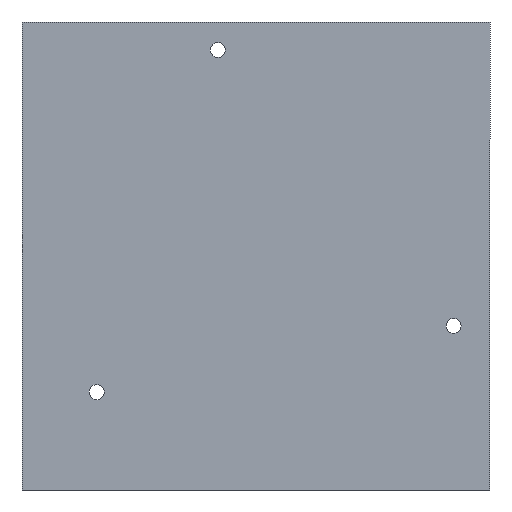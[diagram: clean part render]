
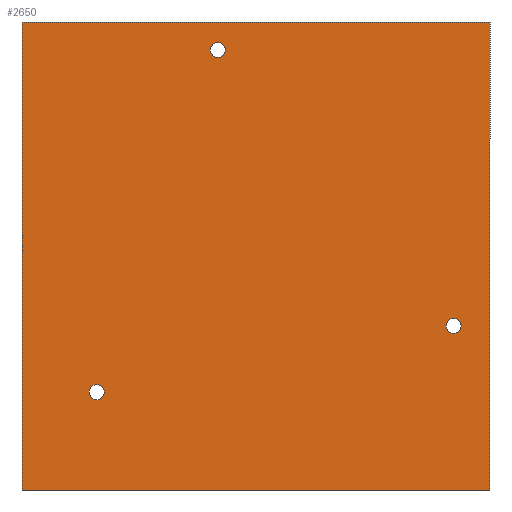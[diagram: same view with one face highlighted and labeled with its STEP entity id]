
A CAD part, front view. The second image highlights one B-rep face of the part: STEP entity #2650.
In plain terms, the highlighted planar face has unit normal (0, -1, 0).
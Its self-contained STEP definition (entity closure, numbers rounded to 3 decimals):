
#18=FACE_BOUND('',#378,.T.);
#19=FACE_BOUND('',#379,.T.);
#20=FACE_BOUND('',#380,.T.);
#116=PLANE('',#2868);
#245=FACE_OUTER_BOUND('',#377,.T.);
#377=EDGE_LOOP('',(#2482,#2483,#2484,#2485));
#378=EDGE_LOOP('',(#2486));
#379=EDGE_LOOP('',(#2487));
#380=EDGE_LOOP('',(#2488));
#385=CIRCLE('',#2678,0.8);
#388=CIRCLE('',#2682,0.8);
#391=CIRCLE('',#2686,0.8);
#712=LINE('',#4161,#1027);
#751=LINE('',#4210,#1066);
#763=LINE('',#4349,#1078);
#764=LINE('',#4351,#1079);
#1027=VECTOR('',#3281,10.);
#1066=VECTOR('',#3322,10.);
#1078=VECTOR('',#3576,10.);
#1079=VECTOR('',#3579,10.);
#1090=VERTEX_POINT('',#3607);
#1093=VERTEX_POINT('',#3615);
#1096=VERTEX_POINT('',#3623);
#1320=VERTEX_POINT('',#4158);
#1321=VERTEX_POINT('',#4160);
#1329=VERTEX_POINT('',#4207);
#1330=VERTEX_POINT('',#4209);
#1349=EDGE_CURVE('',#1090,#1090,#385,.T.);
#1353=EDGE_CURVE('',#1093,#1093,#388,.T.);
#1357=EDGE_CURVE('',#1096,#1096,#391,.T.);
#1610=EDGE_CURVE('',#1320,#1321,#712,.T.);
#1649=EDGE_CURVE('',#1329,#1330,#751,.T.);
#1719=EDGE_CURVE('',#1330,#1320,#763,.T.);
#1720=EDGE_CURVE('',#1321,#1329,#764,.T.);
#2482=ORIENTED_EDGE('',*,*,#1610,.F.);
#2483=ORIENTED_EDGE('',*,*,#1719,.F.);
#2484=ORIENTED_EDGE('',*,*,#1649,.F.);
#2485=ORIENTED_EDGE('',*,*,#1720,.F.);
#2486=ORIENTED_EDGE('',*,*,#1349,.T.);
#2487=ORIENTED_EDGE('',*,*,#1353,.T.);
#2488=ORIENTED_EDGE('',*,*,#1357,.T.);
#2650=ADVANCED_FACE('',(#245,#18,#19,#20),#116,.F.);
#2678=AXIS2_PLACEMENT_3D('',#3609,#2893,#2894);
#2682=AXIS2_PLACEMENT_3D('',#3617,#2902,#2903);
#2686=AXIS2_PLACEMENT_3D('',#3625,#2911,#2912);
#2868=AXIS2_PLACEMENT_3D('',#4352,#3580,#3581);
#2893=DIRECTION('center_axis',(0.,1.,0.));
#2894=DIRECTION('ref_axis',(-0.5,0.,-0.866));
#2902=DIRECTION('center_axis',(0.,1.,0.));
#2903=DIRECTION('ref_axis',(-0.5,0.,0.866));
#2911=DIRECTION('center_axis',(0.,1.,0.));
#2912=DIRECTION('ref_axis',(1.,0.,0.));
#3281=DIRECTION('',(-1.,0.,0.));
#3322=DIRECTION('',(1.,0.,0.));
#3576=DIRECTION('',(0.,0.,-1.));
#3579=DIRECTION('',(0.,0.,1.));
#3580=DIRECTION('center_axis',(0.,1.,0.));
#3581=DIRECTION('ref_axis',(0.,0.,1.));
#3607=CARTESIAN_POINT('',(-28.686,0.,-2.296));
#3609=CARTESIAN_POINT('Origin',(-29.086,0.,-2.989));
#3615=CARTESIAN_POINT('',(-3.495,0.,-33.159));
#3617=CARTESIAN_POINT('Origin',(-3.895,0.,-32.467));
#3623=CARTESIAN_POINT('',(-42.819,0.,-39.544));
#3625=CARTESIAN_POINT('Origin',(-42.019,0.,-39.544));
#4158=CARTESIAN_POINT('',(0.,0.,-50.));
#4160=CARTESIAN_POINT('',(-50.,0.,-50.));
#4161=CARTESIAN_POINT('',(0.,0.,-50.));
#4207=CARTESIAN_POINT('',(-50.,0.,0.));
#4209=CARTESIAN_POINT('',(0.,0.,0.));
#4210=CARTESIAN_POINT('',(-50.,0.,0.));
#4349=CARTESIAN_POINT('',(0.,0.,0.));
#4351=CARTESIAN_POINT('',(-50.,0.,-50.));
#4352=CARTESIAN_POINT('Origin',(-25.,0.,-25.));
